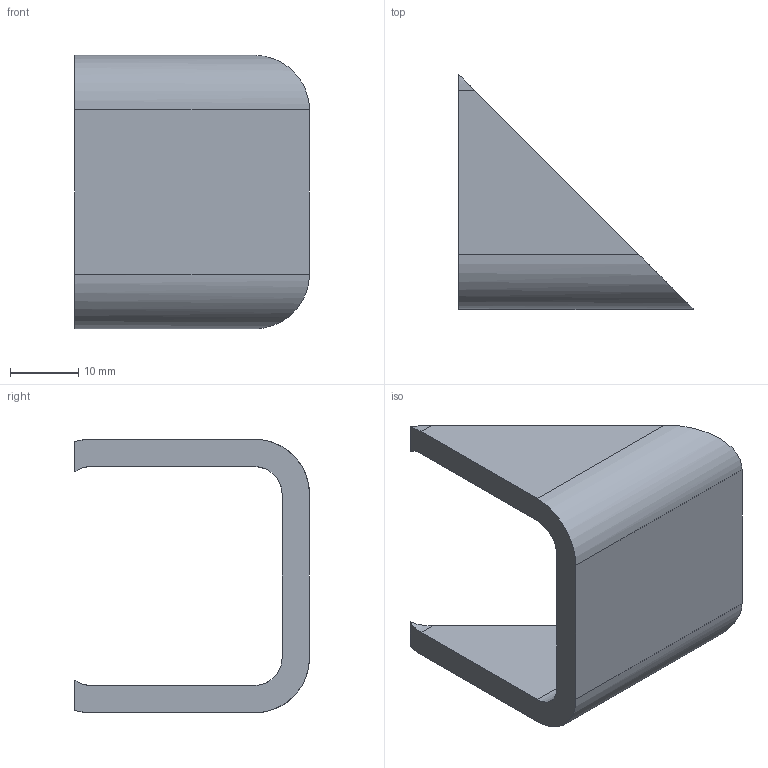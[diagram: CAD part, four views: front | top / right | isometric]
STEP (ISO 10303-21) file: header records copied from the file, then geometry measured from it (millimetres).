
FILE_DESCRIPTION (( 'STEP AP203' ), '1' );
FILE_NAME ('SHRPRO-V1 1410.03-A Squad.step', '2019-12-23T20:16:54', ( '' ), ( '' ), 'SwSTEP 2.0', 'SolidWorks 2018', '' );
FILE_SCHEMA (( 'CONFIG_CONTROL_DESIGN' ));
Length unit declared in the file: millimetre
Products named in the file (1): SHRPRO-V1 1410.03-A Squad
Bounding box: 34.34 x 34.34 x 40 mm (x, y, z)
Volume: 8166 mm3; surface area: 5017.7 mm2
Topology: 1 solids, 1 shells, 16 faces, 42 edges, 28 vertices
Faces by surface type: cylinder 8, plane 8
Entity records: 571 total; most frequent: CARTESIAN_POINT 111, ORIENTED_EDGE 84, DIRECTION 76, EDGE_CURVE 42, VERTEX_POINT 28, VECTOR 26, LINE 26, AXIS2_PLACEMENT_3D 25
